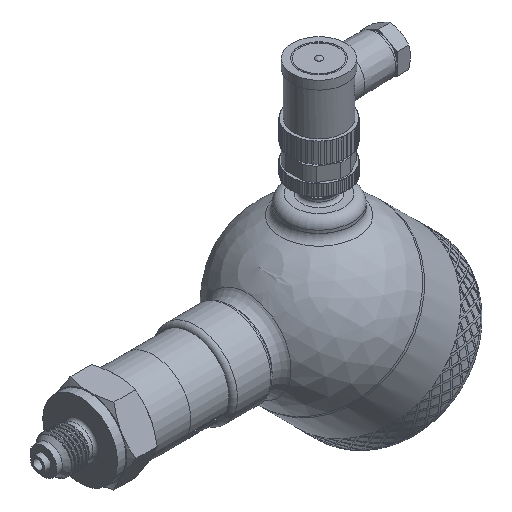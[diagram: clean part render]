
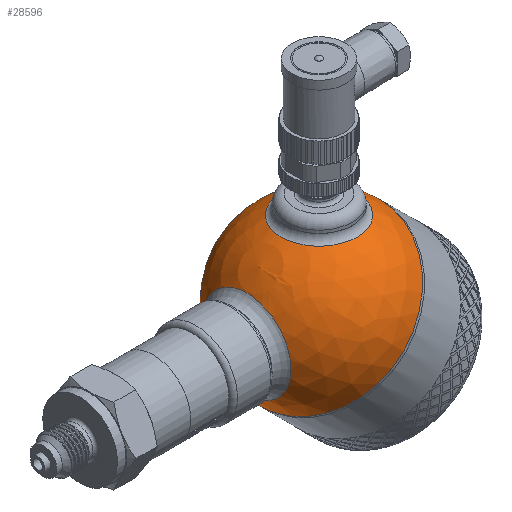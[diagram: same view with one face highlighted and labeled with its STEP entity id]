
A CAD part, isometric view. The second image highlights one B-rep face of the part: STEP entity #28596.
In plain terms, the highlighted spherical face has radius 30 mm.
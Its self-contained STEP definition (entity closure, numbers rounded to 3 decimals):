
#45=SPHERICAL_SURFACE('',#30307,30.);
#126=FACE_BOUND('',#3833,.T.);
#127=FACE_BOUND('',#3834,.T.);
#2012=FACE_OUTER_BOUND('',#3832,.T.);
#3832=EDGE_LOOP('',(#20471,#20472,#20473,#20474));
#3833=EDGE_LOOP('',(#20475));
#3834=EDGE_LOOP('',(#20476));
#5542=CIRCLE('',#30230,30.);
#5543=CIRCLE('',#30231,30.);
#5570=CIRCLE('',#30303,13.5);
#5573=CIRCLE('',#30308,30.);
#5574=CIRCLE('',#30309,15.643);
#11098=VERTEX_POINT('',#39811);
#11099=VERTEX_POINT('',#39813);
#11626=VERTEX_POINT('',#46577);
#11628=VERTEX_POINT('',#46584);
#11629=VERTEX_POINT('',#46586);
#14171=EDGE_CURVE('',#11098,#11099,#5542,.T.);
#14172=EDGE_CURVE('',#11099,#11098,#5543,.T.);
#14965=EDGE_CURVE('',#11626,#11626,#5570,.T.);
#14968=EDGE_CURVE('',#11099,#11628,#5573,.T.);
#14969=EDGE_CURVE('',#11629,#11629,#5574,.T.);
#20471=ORIENTED_EDGE('',*,*,#14172,.F.);
#20472=ORIENTED_EDGE('',*,*,#14968,.T.);
#20473=ORIENTED_EDGE('',*,*,#14968,.F.);
#20474=ORIENTED_EDGE('',*,*,#14171,.F.);
#20475=ORIENTED_EDGE('',*,*,#14969,.F.);
#20476=ORIENTED_EDGE('',*,*,#14965,.F.);
#28596=ADVANCED_FACE('',(#2012,#126,#127),#45,.T.);
#30230=AXIS2_PLACEMENT_3D('',#39814,#32041,#32042);
#30231=AXIS2_PLACEMENT_3D('',#39815,#32043,#32044);
#30303=AXIS2_PLACEMENT_3D('',#46578,#32465,#32466);
#30307=AXIS2_PLACEMENT_3D('',#46583,#32473,#32474);
#30308=AXIS2_PLACEMENT_3D('',#46585,#32475,#32476);
#30309=AXIS2_PLACEMENT_3D('',#46587,#32477,#32478);
#32041=DIRECTION('center_axis',(1.,0.,0.));
#32042=DIRECTION('ref_axis',(0.,1.,0.));
#32043=DIRECTION('center_axis',(1.,0.,0.));
#32044=DIRECTION('ref_axis',(0.,1.,0.));
#32465=DIRECTION('center_axis',(-0.707,0.,-0.707));
#32466=DIRECTION('ref_axis',(-0.707,0.,0.707));
#32473=DIRECTION('center_axis',(1.,0.,0.));
#32474=DIRECTION('ref_axis',(0.,-1.,0.));
#32475=DIRECTION('center_axis',(0.,0.,1.));
#32476=DIRECTION('ref_axis',(0.,1.,0.));
#32477=DIRECTION('center_axis',(-0.707,0.,0.707));
#32478=DIRECTION('ref_axis',(0.707,0.,0.707));
#39811=CARTESIAN_POINT('',(0.,-30.,0.));
#39813=CARTESIAN_POINT('',(0.,30.,0.));
#39814=CARTESIAN_POINT('Origin',(0.,0.,0.));
#39815=CARTESIAN_POINT('Origin',(0.,0.,0.));
#46577=CARTESIAN_POINT('',(-9.398,0.,-28.49));
#46578=CARTESIAN_POINT('Origin',(-18.944,0.,-18.944));
#46583=CARTESIAN_POINT('Origin',(0.,0.,0.));
#46584=CARTESIAN_POINT('',(-30.,0.,0.));
#46585=CARTESIAN_POINT('Origin',(0.,0.,0.));
#46586=CARTESIAN_POINT('',(-29.162,0.,7.04));
#46587=CARTESIAN_POINT('Origin',(-18.101,0.,18.101));
